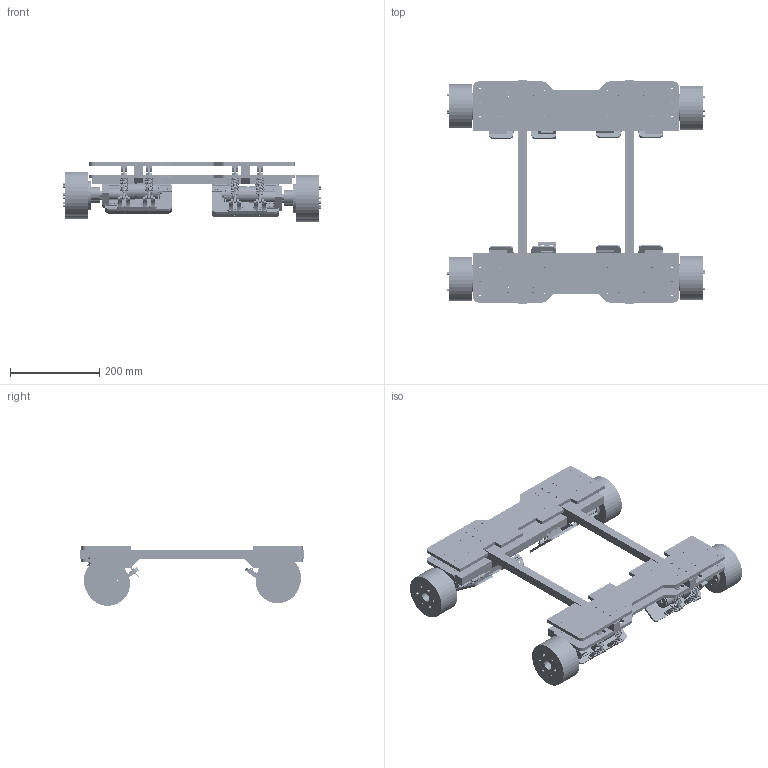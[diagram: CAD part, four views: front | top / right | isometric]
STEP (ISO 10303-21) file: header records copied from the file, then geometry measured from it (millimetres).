
FILE_DESCRIPTION(/* description */ (''),/* implementation_level */ '2;1');
FILE_NAME(/* name */ 'NEW_整体.step',/* time_stamp */ '2022-10-09T18:52:05+08:00',/* author */ (''),/* organization */ (''),/* preprocessor_version */ 'ST-DEVELOPER v19',/* originating_system */ 'Autodesk Translation Framework v11.7.0.108',/* authorisation */ '');
FILE_SCHEMA (('AUTOMOTIVE_DESIGN { 1 0 10303 214 3 1 1 }'));
Length unit declared in the file: millimetre
Products named in the file (58): NEW_整体; 底架（仿）; 底板1; 底板2; 合页组合; 合页组合_1; 合页组合_2; 合页组合_3; 合页组合_4; 合页组合_5; 合页组合_6; 合页连接板-方案二-改 
v3; 合页组合_7; 合页2组合1 v1; 合页2组合2 v2; 减震器安装支架上; 装配体2; 装配体2_1; 装配体2_2; 装配体2_3; 装配体2_4; 装配体2_5; 装配体2_6; 装配体2_7; 弹簧; 减震支座; 上端件; 旋转锥; 减震器下连接件; 车轮端整体; 车轮+轴+单支座; 轴承（仿） v3; 麦轮+轴体(仿)V2 v1; 另一侧支架V4; 车轮端整体_1; 车轮+轴+单支座_1; 轴承（仿） v3_1; 麦轮+轴体(仿)V2 v1_1; 另一侧支架V4_1; 车轮端整体_2 ...
Assembly tree (141 placements, depth 5):
  NEW_整体
    底架（仿）
    底板2  x2
    底板1  x2
    合页组合
      合页2组合1 v1
      合页2组合2 v2
    合页连接板-方案二-改 
v3  x4
    合页组合_1
      合页2组合1 v1
      合页2组合2 v2
    合页组合_2
      合页2组合1 v1
      合页2组合2 v2
    合页组合_3
      合页2组合1 v1
      合页2组合2 v2
    合页组合_4
      合页2组合1 v1
      合页2组合2 v2
    合页组合_5
      合页2组合1 v1
      合页2组合2 v2
    合页组合_6
      合页2组合1 v1
      合页2组合2 v2
    合页组合_7
      合页2组合1 v1
      合页2组合2 v2
    减震器安装支架上  x8
    装配体2
      弹簧
      减震支座
      上端件
      旋转锥
    装配体2_1
      弹簧
      减震支座
      上端件
      旋转锥
    装配体2_2
      弹簧
      减震支座
      上端件
      旋转锥
    装配体2_3
      弹簧
      减震支座
      上端件
      旋转锥
    装配体2_4
      弹簧
      减震支座
      上端件
      旋转锥
    装配体2_5
      弹簧
      减震支座
      上端件
      旋转锥
Bounding box: 577.4 x 500 x 133.56 mm (x, y, z)
Volume: 4542148.1 mm3; surface area: 1128688.1 mm2
Topology: 133 solids, 133 shells, 2796 faces, 6640 edges, 4328 vertices
Faces by surface type: plane 1324, cylinder 1152, bspline 184, torus 72, cone 40, sphere 24
Full cylindrical faces by diameter (mm): 2 x4, 3 x328, 3.05 x8, 3.2 x24, 3.5 x16, 4 x12, 5 x136, 5.3 x56, 5.5 x16, 6 x16, 9 x4, 9.5 x4, 10 x24, 10.5 x4, 12 x12, 13 x8, 14 x4, 15 x4, 17 x8, 22 x4, 25 x4, 26 x4, 26.5 x4, 30 x4, 33.941 x4, 35 x8, 36 x4, 37 x4, 60 x4, 100 x4
Entity records: 32382 total; most frequent: CARTESIAN_POINT 9539, DIRECTION 4706, ORIENTED_EDGE 4060, EDGE_CURVE 2030, AXIS2_PLACEMENT_3D 1805, VERTEX_POINT 1304, EDGE_LOOP 1292, LINE 1096
